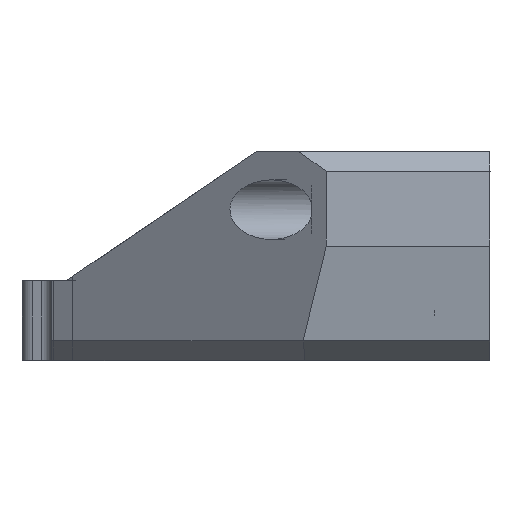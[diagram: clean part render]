
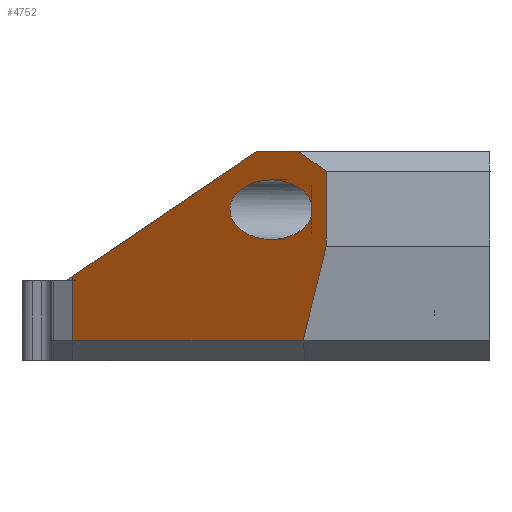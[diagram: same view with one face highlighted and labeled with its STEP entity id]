
A CAD part, left-side view. The second image highlights one B-rep face of the part: STEP entity #4752.
In plain terms, the highlighted planar face has unit normal (-0.811, 0.586, 0).
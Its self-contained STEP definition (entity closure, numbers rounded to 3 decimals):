
#63=ELLIPSE('',#5131,5.124,3.);
#110=FACE_BOUND('',#767,.T.);
#248=PLANE('',#5130);
#487=FACE_OUTER_BOUND('',#766,.T.);
#766=EDGE_LOOP('',(#4343,#4344,#4345,#4346,#4347,#4348,#4349));
#767=EDGE_LOOP('',(#4350,#4351));
#1401=LINE('',#21749,#1864);
#1402=LINE('',#21755,#1865);
#1423=LINE('',#21807,#1886);
#1429=LINE('',#21818,#1892);
#1430=LINE('',#21820,#1893);
#1431=LINE('',#21821,#1894);
#1432=LINE('',#21823,#1895);
#1433=LINE('',#21824,#1896);
#1864=VECTOR('',#6109,10.);
#1865=VECTOR('',#6114,10.);
#1886=VECTOR('',#6159,10.);
#1892=VECTOR('',#6167,10.);
#1893=VECTOR('',#6168,1000.);
#1894=VECTOR('',#6169,10.);
#1895=VECTOR('',#6170,10.);
#1896=VECTOR('',#6171,10.);
#2354=VERTEX_POINT('',#21746);
#2355=VERTEX_POINT('',#21747);
#2357=VERTEX_POINT('',#21753);
#2358=VERTEX_POINT('',#21754);
#2376=VERTEX_POINT('',#21805);
#2377=VERTEX_POINT('',#21806);
#2381=VERTEX_POINT('',#21817);
#2382=VERTEX_POINT('',#21819);
#2383=VERTEX_POINT('',#21822);
#3013=EDGE_CURVE('',#2355,#2354,#1401,.T.);
#3015=EDGE_CURVE('',#2357,#2358,#1402,.T.);
#3040=EDGE_CURVE('',#2376,#2377,#1423,.F.);
#3046=EDGE_CURVE('',#2358,#2381,#1429,.T.);
#3047=EDGE_CURVE('',#2381,#2382,#1430,.T.);
#3048=EDGE_CURVE('',#2377,#2382,#1431,.T.);
#3049=EDGE_CURVE('',#2383,#2376,#1432,.T.);
#3050=EDGE_CURVE('',#2383,#2357,#1433,.T.);
#3051=EDGE_CURVE('',#2355,#2354,#63,.T.);
#4343=ORIENTED_EDGE('',*,*,#3046,.T.);
#4344=ORIENTED_EDGE('',*,*,#3047,.T.);
#4345=ORIENTED_EDGE('',*,*,#3048,.F.);
#4346=ORIENTED_EDGE('',*,*,#3040,.F.);
#4347=ORIENTED_EDGE('',*,*,#3049,.F.);
#4348=ORIENTED_EDGE('',*,*,#3050,.T.);
#4349=ORIENTED_EDGE('',*,*,#3015,.T.);
#4350=ORIENTED_EDGE('',*,*,#3013,.F.);
#4351=ORIENTED_EDGE('',*,*,#3051,.T.);
#4752=ADVANCED_FACE('',(#487,#110),#248,.F.);
#5130=AXIS2_PLACEMENT_3D('',#21816,#6165,#6166);
#5131=AXIS2_PLACEMENT_3D('',#21825,#6172,#6173);
#6109=DIRECTION('',(0.,0.,1.));
#6114=DIRECTION('',(0.,0.,1.));
#6159=DIRECTION('',(0.,0.,-1.));
#6165=DIRECTION('center_axis',(0.811,-0.586,0.));
#6166=DIRECTION('ref_axis',(-0.586,-0.811,0.));
#6167=DIRECTION('',(0.505,0.7,0.505));
#6168=DIRECTION('',(0.586,0.811,0.));
#6169=DIRECTION('',(-0.513,-0.71,0.482));
#6170=DIRECTION('',(0.586,0.811,0.));
#6171=DIRECTION('',(-0.169,-0.234,0.957));
#6172=DIRECTION('center_axis',(0.811,-0.586,0.));
#6173=DIRECTION('ref_axis',(0.586,0.811,0.));
#21746=CARTESIAN_POINT('',(-32.778,40.4,100.923));
#21747=CARTESIAN_POINT('',(-32.778,40.4,99.468));
#21749=CARTESIAN_POINT('',(-32.778,40.4,100.663));
#21753=CARTESIAN_POINT('',(-33.868,38.892,96.528));
#21754=CARTESIAN_POINT('',(-33.868,38.892,104.055));
#21755=CARTESIAN_POINT('',(-33.868,38.892,101.291));
#21805=CARTESIAN_POINT('',(-15.443,64.4,87.));
#21806=CARTESIAN_POINT('',(-15.443,64.4,93.496));
#21807=CARTESIAN_POINT('',(-15.443,64.4,100.663));
#21816=CARTESIAN_POINT('Origin',(-9.502,72.625,106.055));
#21817=CARTESIAN_POINT('',(-31.868,41.661,106.055));
#21818=CARTESIAN_POINT('',(-24.5,51.861,113.423));
#21819=CARTESIAN_POINT('',(-28.821,45.879,106.055));
#21820=CARTESIAN_POINT('',(-22.583,54.515,106.055));
#21821=CARTESIAN_POINT('',(-18.957,59.535,96.795));
#21822=CARTESIAN_POINT('',(-32.186,41.22,87.));
#21823=CARTESIAN_POINT('',(-11.405,69.991,87.));
#21824=CARTESIAN_POINT('',(-32.468,40.83,88.596));
#21825=CARTESIAN_POINT('Origin',(-29.868,44.43,100.195));
